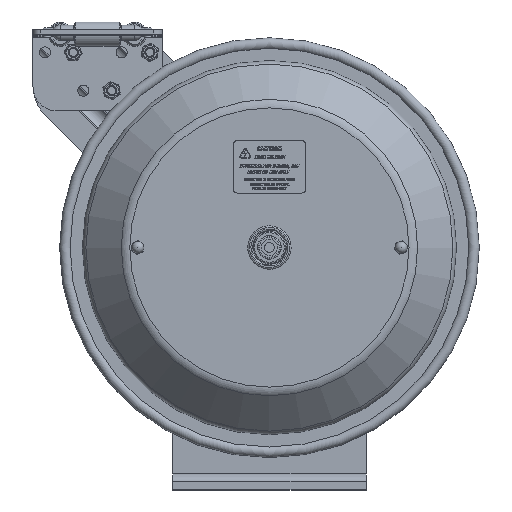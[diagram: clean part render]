
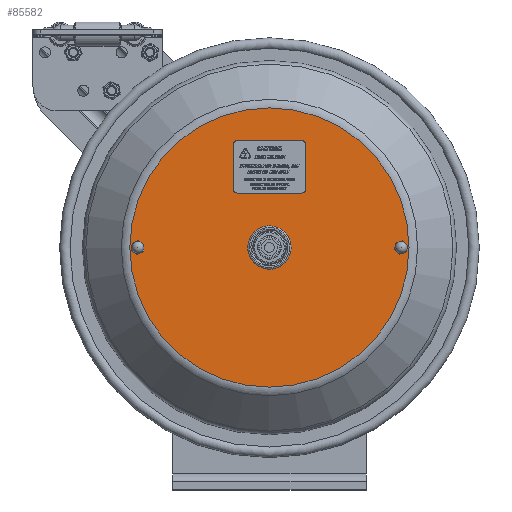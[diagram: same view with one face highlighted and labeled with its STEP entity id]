
A CAD part, top view. The second image highlights one B-rep face of the part: STEP entity #85582.
In plain terms, the highlighted planar face has unit normal (0, 0, 1).
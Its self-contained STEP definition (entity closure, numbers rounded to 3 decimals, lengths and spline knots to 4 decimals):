
#4851=FACE_BOUND('',#11687,.T.);
#4852=FACE_BOUND('',#11688,.T.);
#4853=FACE_BOUND('',#11689,.T.);
#6300=CIRCLE('',#90794,4.325);
#6301=CIRCLE('',#90795,4.325);
#6303=CIRCLE('',#90798,0.625);
#6304=CIRCLE('',#90799,0.1094);
#6305=CIRCLE('',#90800,0.1094);
#7672=FACE_OUTER_BOUND('',#11686,.T.);
#11686=EDGE_LOOP('',(#60096,#60097));
#11687=EDGE_LOOP('',(#60098));
#11688=EDGE_LOOP('',(#60099));
#11689=EDGE_LOOP('',(#60100));
#34796=VERTEX_POINT('',#116905);
#34797=VERTEX_POINT('',#116906);
#34798=VERTEX_POINT('',#116911);
#34799=VERTEX_POINT('',#116913);
#34800=VERTEX_POINT('',#116915);
#45012=EDGE_CURVE('',#34796,#34797,#6300,.T.);
#45013=EDGE_CURVE('',#34797,#34796,#6301,.T.);
#45015=EDGE_CURVE('',#34798,#34798,#6303,.T.);
#45016=EDGE_CURVE('',#34799,#34799,#6304,.T.);
#45017=EDGE_CURVE('',#34800,#34800,#6305,.T.);
#60096=ORIENTED_EDGE('',*,*,#45012,.T.);
#60097=ORIENTED_EDGE('',*,*,#45013,.T.);
#60098=ORIENTED_EDGE('',*,*,#45015,.T.);
#60099=ORIENTED_EDGE('',*,*,#45016,.T.);
#60100=ORIENTED_EDGE('',*,*,#45017,.T.);
#79057=PLANE('',#90797);
#85582=ADVANCED_FACE('',(#7672,#4851,#4852,#4853),#79057,.T.);
#90794=AXIS2_PLACEMENT_3D('',#116907,#98116,#98117);
#90795=AXIS2_PLACEMENT_3D('',#116908,#98118,#98119);
#90797=AXIS2_PLACEMENT_3D('',#116910,#98122,#98123);
#90798=AXIS2_PLACEMENT_3D('',#116912,#98124,#98125);
#90799=AXIS2_PLACEMENT_3D('',#116914,#98126,#98127);
#90800=AXIS2_PLACEMENT_3D('',#116916,#98128,#98129);
#98116=DIRECTION('center_axis',(0.,0.,1.));
#98117=DIRECTION('ref_axis',(-1.,0.,0.));
#98118=DIRECTION('center_axis',(0.,0.,1.));
#98119=DIRECTION('ref_axis',(-1.,0.,0.));
#98122=DIRECTION('center_axis',(0.,0.,1.));
#98123=DIRECTION('ref_axis',(0.,-1.,0.));
#98124=DIRECTION('center_axis',(0.,0.,-1.));
#98125=DIRECTION('ref_axis',(-1.,0.,0.));
#98126=DIRECTION('center_axis',(0.,0.,-1.));
#98127=DIRECTION('ref_axis',(1.,0.,0.));
#98128=DIRECTION('center_axis',(0.,0.,-1.));
#98129=DIRECTION('ref_axis',(1.,0.,0.));
#116905=CARTESIAN_POINT('',(-4.325,0.,6.4596));
#116906=CARTESIAN_POINT('',(0.,4.325,6.4596));
#116907=CARTESIAN_POINT('Origin',(0.,0.,
6.4596));
#116908=CARTESIAN_POINT('Origin',(0.,0.,
6.4596));
#116910=CARTESIAN_POINT('Origin',(-2.1625,0.,6.4596));
#116911=CARTESIAN_POINT('',(0.625,0.,6.4596));
#116912=CARTESIAN_POINT('Origin',(0.,0.,
6.4596));
#116913=CARTESIAN_POINT('',(-3.9687,0.,6.4596));
#116914=CARTESIAN_POINT('Origin',(-4.0781,0.,6.4596));
#116915=CARTESIAN_POINT('',(4.1875,0.,6.4596));
#116916=CARTESIAN_POINT('Origin',(4.0781,0.,6.4596));
